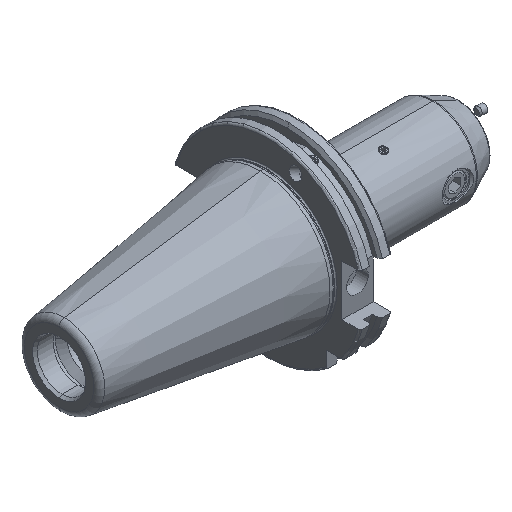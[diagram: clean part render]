
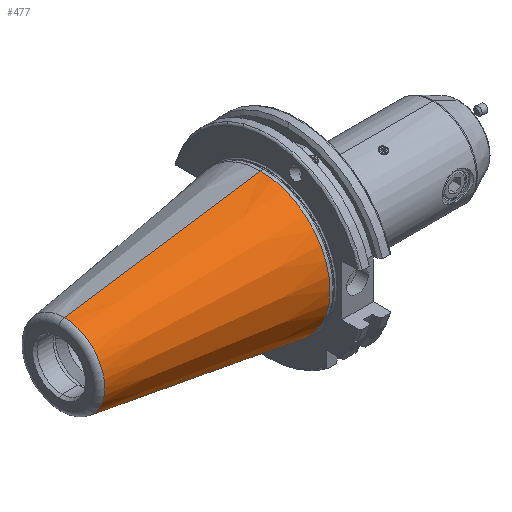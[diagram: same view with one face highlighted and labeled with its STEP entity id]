
A CAD part, isometric view. The second image highlights one B-rep face of the part: STEP entity #477.
In plain terms, the highlighted conical face has half-angle 8.297 degrees and reference radius 34.925 mm.
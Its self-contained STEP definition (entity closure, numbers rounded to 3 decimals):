
#446 = ORIENTED_EDGE ( 'NONE', *, *, #484, .T. ) ;
#449 = VERTEX_POINT ( 'NONE', #3985 ) ;
#467 = VERTEX_POINT ( 'NONE', #4002 ) ;
#469 = EDGE_CURVE ( 'NONE', #482, #483, #4000, .T. ) ;
#474 = EDGE_LOOP ( 'NONE', ( #475, #446, #494, #492 ) ) ;
#475 = ORIENTED_EDGE ( 'NONE', *, *, #476, .F. ) ;
#476 = EDGE_CURVE ( 'NONE', #467, #449, #4046, .T. ) ;
#477 = ADVANCED_FACE ( 'NONE', ( #4041 ), #4040, .T. ) ;
#482 = VERTEX_POINT ( 'NONE', #4030 ) ;
#483 = VERTEX_POINT ( 'NONE', #4029 ) ;
#484 = EDGE_CURVE ( 'NONE', #467, #482, #4028, .T. ) ;
#489 = EDGE_CURVE ( 'NONE', #449, #483, #4079, .T. ) ;
#492 = ORIENTED_EDGE ( 'NONE', *, *, #489, .F. ) ;
#494 = ORIENTED_EDGE ( 'NONE', *, *, #469, .T. ) ;
#3985 = CARTESIAN_POINT ( 'NONE',  ( -99.183, 0., 20.461 ) ) ;
#3996 = DIRECTION ( 'NONE',  ( 0., 0., -1. ) ) ;
#3997 = DIRECTION ( 'NONE',  ( -1., 0., 0. ) ) ;
#3998 = CARTESIAN_POINT ( 'NONE',  ( 0., 0., 0. ) ) ;
#3999 = AXIS2_PLACEMENT_3D ( 'NONE', #3998, #3997, #3996 ) ;
#4000 = CIRCLE ( 'NONE', #3999, 34.925 ) ;
#4002 = CARTESIAN_POINT ( 'NONE',  ( -99.183, 0., -20.461 ) ) ;
#4025 = DIRECTION ( 'NONE',  ( 0.99, 0., -0.144 ) ) ;
#4026 = VECTOR ( 'NONE', #4025, 1000. ) ;
#4027 = CARTESIAN_POINT ( 'NONE',  ( 0., 0., -34.925 ) ) ;
#4028 = LINE ( 'NONE', #4027, #4026 ) ;
#4029 = CARTESIAN_POINT ( 'NONE',  ( 0., 0., 34.925 ) ) ;
#4030 = CARTESIAN_POINT ( 'NONE',  ( 0., 0., -34.925 ) ) ;
#4036 = DIRECTION ( 'NONE',  ( 0., 0., 1. ) ) ;
#4037 = DIRECTION ( 'NONE',  ( 1., 0., 0. ) ) ;
#4038 = AXIS2_PLACEMENT_3D ( 'NONE', #4039, #4037, #4036 ) ;
#4039 = CARTESIAN_POINT ( 'NONE',  ( 0., 0., 0. ) ) ;
#4040 = CONICAL_SURFACE ( 'NONE', #4038, 34.925, 0.145 ) ;
#4041 = FACE_OUTER_BOUND ( 'NONE', #474, .T. ) ;
#4042 = DIRECTION ( 'NONE',  ( 0., 0., -1. ) ) ;
#4043 = DIRECTION ( 'NONE',  ( -1., 0., 0. ) ) ;
#4044 = CARTESIAN_POINT ( 'NONE',  ( -99.183, 0., 0. ) ) ;
#4045 = AXIS2_PLACEMENT_3D ( 'NONE', #4044, #4043, #4042 ) ;
#4046 = CIRCLE ( 'NONE', #4045, 20.461 ) ;
#4076 = DIRECTION ( 'NONE',  ( 0.99, 0., 0.144 ) ) ;
#4077 = VECTOR ( 'NONE', #4076, 1000. ) ;
#4078 = CARTESIAN_POINT ( 'NONE',  ( 0., 0., 34.925 ) ) ;
#4079 = LINE ( 'NONE', #4078, #4077 ) ;
